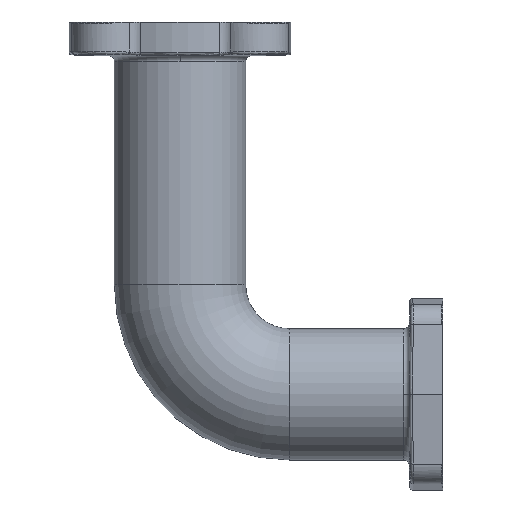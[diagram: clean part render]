
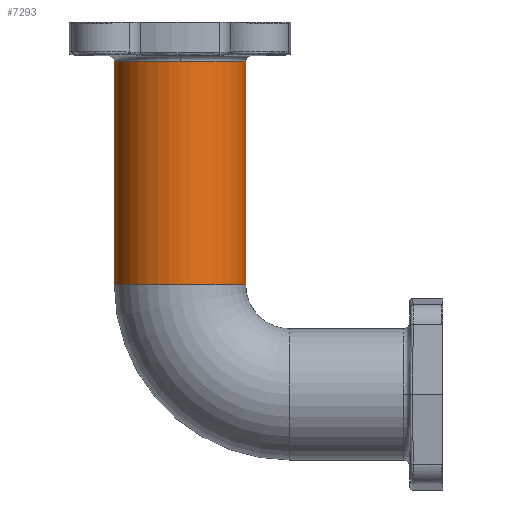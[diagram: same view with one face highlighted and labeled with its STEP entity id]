
A CAD part, front view. The second image highlights one B-rep face of the part: STEP entity #7293.
In plain terms, the highlighted cylindrical face has radius 38.1 mm (diameter 76.2 mm), a partial arc.
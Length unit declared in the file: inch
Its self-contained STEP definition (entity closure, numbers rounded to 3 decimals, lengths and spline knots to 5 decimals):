
#855=DIRECTION('',(0.,0.,1.));
#856=VECTOR('',#855,5.10334);
#857=CARTESIAN_POINT('',(1.5,0.,2.5));
#858=LINE('',#857,#856);
#2551=CARTESIAN_POINT('',(0.,0.,7.60334));
#2552=DIRECTION('',(0.,0.,-1.));
#2553=DIRECTION('',(1.,0.,0.));
#2554=AXIS2_PLACEMENT_3D('',#2551,#2552,#2553);
#2556=CARTESIAN_POINT('',(0.,0.,2.5));
#2557=DIRECTION('',(0.,0.,1.));
#2558=DIRECTION('',(-1.,0.,0.));
#2559=AXIS2_PLACEMENT_3D('',#2556,#2557,#2558);
#2561=DIRECTION('',(0.,0.,1.));
#2562=VECTOR('',#2561,5.10334);
#2563=CARTESIAN_POINT('',(-1.5,0.,2.5));
#2564=LINE('',#2563,#2562);
#2565=CARTESIAN_POINT('',(0.,0.,7.60334));
#2566=DIRECTION('',(0.,0.,-1.));
#2567=DIRECTION('',(0.,-1.,0.));
#2568=AXIS2_PLACEMENT_3D('',#2565,#2566,#2567);
#2906=CARTESIAN_POINT('',(1.5,0.,2.5));
#2907=CARTESIAN_POINT('',(-1.5,0.,2.5));
#2908=VERTEX_POINT('',#2906);
#2909=VERTEX_POINT('',#2907);
#2916=CARTESIAN_POINT('',(1.5,0.,7.60334));
#2917=CARTESIAN_POINT('',(0.,-1.5,7.60334));
#2918=VERTEX_POINT('',#2916);
#2919=VERTEX_POINT('',#2917);
#2920=CARTESIAN_POINT('',(-1.5,0.,7.60334));
#2921=VERTEX_POINT('',#2920);
#7281=CARTESIAN_POINT('',(0.,0.,2.5));
#7282=DIRECTION('',(0.,0.,1.));
#7283=DIRECTION('',(1.,0.,0.));
#7284=AXIS2_PLACEMENT_3D('',#7281,#7282,#7283);
#7285=CYLINDRICAL_SURFACE('',#7284,1.5);
#7286=ORIENTED_EDGE('',*,*,#4630,.F.);
#7287=ORIENTED_EDGE('',*,*,#4598,.F.);
#7288=ORIENTED_EDGE('',*,*,#4568,.F.);
#7289=ORIENTED_EDGE('',*,*,#4595,.T.);
#7290=ORIENTED_EDGE('',*,*,#4617,.F.);
#7291=EDGE_LOOP('',(#7286,#7287,#7288,#7289,#7290));
#7292=FACE_OUTER_BOUND('',#7291,.F.);
#2555=CIRCLE('',#2554,1.5);
#2560=CIRCLE('',#2559,1.5);
#2569=CIRCLE('',#2568,1.5);
#4568=EDGE_CURVE('',#2909,#2908,#2560,.T.);
#4595=EDGE_CURVE('',#2909,#2921,#2564,.T.);
#4598=EDGE_CURVE('',#2908,#2918,#858,.T.);
#4617=EDGE_CURVE('',#2919,#2921,#2569,.T.);
#4630=EDGE_CURVE('',#2918,#2919,#2555,.T.);
#7293=ADVANCED_FACE('',(#7292),#7285,.T.);
